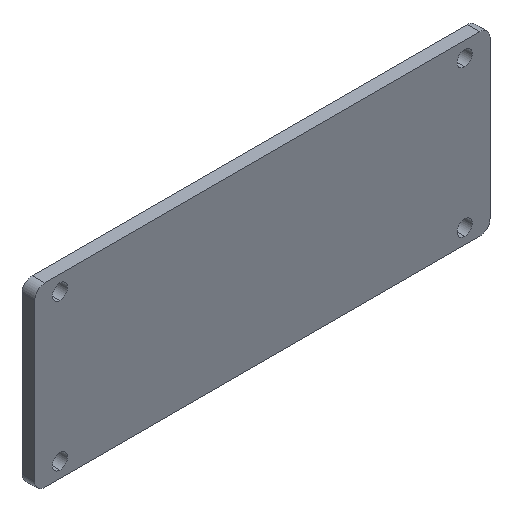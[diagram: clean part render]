
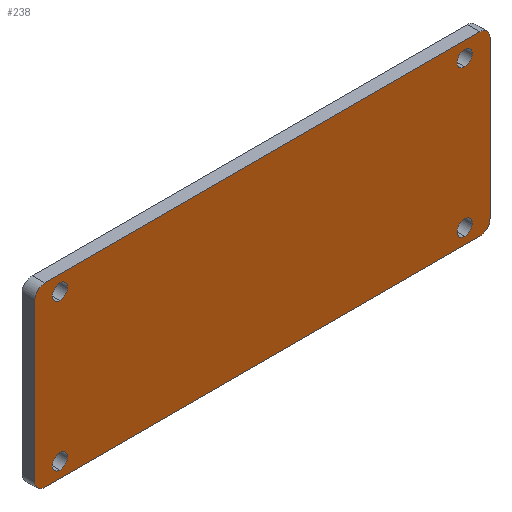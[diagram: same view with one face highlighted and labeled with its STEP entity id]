
A CAD part, isometric view. The second image highlights one B-rep face of the part: STEP entity #238.
In plain terms, the highlighted planar face has unit normal (0, -1, 0).
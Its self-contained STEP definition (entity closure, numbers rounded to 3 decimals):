
#3 = ORIENTED_EDGE ( 'NONE', *, *, #546, .T. ) ;
#4 = CIRCLE ( 'NONE', #384, 1.5 ) ;
#6 = CARTESIAN_POINT ( 'NONE',  ( 40., 0., -14.51 ) ) ;
#7 = VERTEX_POINT ( 'NONE', #138 ) ;
#8 = AXIS2_PLACEMENT_3D ( 'NONE', #424, #320, #382 ) ;
#13 = DIRECTION ( 'NONE',  ( 0., -1., 0. ) ) ;
#24 = FACE_BOUND ( 'NONE', #106, .T. ) ;
#25 = VERTEX_POINT ( 'NONE', #192 ) ;
#29 = CIRCLE ( 'NONE', #287, 1.5 ) ;
#45 = DIRECTION ( 'NONE',  ( 0., -1., 0. ) ) ;
#47 = ORIENTED_EDGE ( 'NONE', *, *, #67, .T. ) ;
#50 = DIRECTION ( 'NONE',  ( 0., 1., 0. ) ) ;
#51 = DIRECTION ( 'NONE',  ( 0., 0., 1. ) ) ;
#53 = DIRECTION ( 'NONE',  ( 0., 1., 0. ) ) ;
#58 = AXIS2_PLACEMENT_3D ( 'NONE', #464, #207, #163 ) ;
#59 = LINE ( 'NONE', #620, #402 ) ;
#60 = CIRCLE ( 'NONE', #403, 2. ) ;
#66 = ORIENTED_EDGE ( 'NONE', *, *, #549, .T. ) ;
#67 = EDGE_CURVE ( 'NONE', #7, #360, #603, .T. ) ;
#69 = DIRECTION ( 'NONE',  ( 0., 0., 1. ) ) ;
#70 = VERTEX_POINT ( 'NONE', #401 ) ;
#77 = CARTESIAN_POINT ( 'NONE',  ( 40., 0., -13.01 ) ) ;
#82 = CARTESIAN_POINT ( 'NONE',  ( 43., 0., -17.5 ) ) ;
#83 = EDGE_CURVE ( 'NONE', #404, #314, #492, .T. ) ;
#85 = EDGE_LOOP ( 'NONE', ( #505, #3 ) ) ;
#93 = DIRECTION ( 'NONE',  ( 0., -1., 0. ) ) ;
#94 = VECTOR ( 'NONE', #460, 1000. ) ;
#96 = AXIS2_PLACEMENT_3D ( 'NONE', #536, #369, #272 ) ;
#98 = CARTESIAN_POINT ( 'NONE',  ( 40., 0., 14.51 ) ) ;
#106 = EDGE_LOOP ( 'NONE', ( #127, #398 ) ) ;
#112 = EDGE_CURVE ( 'NONE', #501, #537, #59, .T. ) ;
#116 = EDGE_CURVE ( 'NONE', #596, #257, #610, .T. ) ;
#127 = ORIENTED_EDGE ( 'NONE', *, *, #116, .T. ) ;
#131 = AXIS2_PLACEMENT_3D ( 'NONE', #482, #645, #69 ) ;
#137 = LINE ( 'NONE', #493, #199 ) ;
#138 = CARTESIAN_POINT ( 'NONE',  ( -40., 0., 16.01 ) ) ;
#144 = CIRCLE ( 'NONE', #400, 1.5 ) ;
#146 = CARTESIAN_POINT ( 'NONE',  ( 43., 0., 15.5 ) ) ;
#147 = DIRECTION ( 'NONE',  ( 1., 0., 0. ) ) ;
#149 = CARTESIAN_POINT ( 'NONE',  ( 40., 0., 14.51 ) ) ;
#151 = ORIENTED_EDGE ( 'NONE', *, *, #597, .T. ) ;
#152 = CARTESIAN_POINT ( 'NONE',  ( -40., 0., 14.51 ) ) ;
#153 = DIRECTION ( 'NONE',  ( 0., 1., 0. ) ) ;
#157 = DIRECTION ( 'NONE',  ( 0., 0., 1. ) ) ;
#159 = CIRCLE ( 'NONE', #504, 2. ) ;
#163 = DIRECTION ( 'NONE',  ( 0., 0., 1. ) ) ;
#171 = ORIENTED_EDGE ( 'NONE', *, *, #302, .T. ) ;
#179 = ORIENTED_EDGE ( 'NONE', *, *, #252, .T. ) ;
#181 = CIRCLE ( 'NONE', #131, 1.5 ) ;
#184 = EDGE_CURVE ( 'NONE', #390, #298, #316, .T. ) ;
#191 = CARTESIAN_POINT ( 'NONE',  ( -45., 0., -15.5 ) ) ;
#192 = CARTESIAN_POINT ( 'NONE',  ( -40., 0., -16.01 ) ) ;
#198 = CARTESIAN_POINT ( 'NONE',  ( 0., 0., 17.5 ) ) ;
#199 = VECTOR ( 'NONE', #447, 1000. ) ;
#204 = DIRECTION ( 'NONE',  ( 0., -1., 0. ) ) ;
#207 = DIRECTION ( 'NONE',  ( 0., 1., 0. ) ) ;
#210 = DIRECTION ( 'NONE',  ( 0., 0., 1. ) ) ;
#217 = ORIENTED_EDGE ( 'NONE', *, *, #184, .F. ) ;
#220 = EDGE_LOOP ( 'NONE', ( #66, #47 ) ) ;
#226 = PLANE ( 'NONE',  #96 ) ;
#228 = FACE_BOUND ( 'NONE', #85, .T. ) ;
#238 = ADVANCED_FACE ( 'NONE', ( #386, #277, #228, #24, #598 ), #226, .F. ) ;
#240 = CARTESIAN_POINT ( 'NONE',  ( 40., 0., 13.01 ) ) ;
#247 = CARTESIAN_POINT ( 'NONE',  ( -45., 0., 15.5 ) ) ;
#252 = EDGE_CURVE ( 'NONE', #501, #364, #159, .T. ) ;
#257 = VERTEX_POINT ( 'NONE', #77 ) ;
#268 = CIRCLE ( 'NONE', #588, 1.5 ) ;
#272 = DIRECTION ( 'NONE',  ( 0., 0., 1. ) ) ;
#273 = ORIENTED_EDGE ( 'NONE', *, *, #571, .T. ) ;
#277 = FACE_BOUND ( 'NONE', #587, .T. ) ;
#287 = AXIS2_PLACEMENT_3D ( 'NONE', #149, #506, #210 ) ;
#297 = EDGE_CURVE ( 'NONE', #25, #70, #563, .T. ) ;
#298 = VERTEX_POINT ( 'NONE', #379 ) ;
#302 = EDGE_CURVE ( 'NONE', #70, #25, #181, .T. ) ;
#303 = ORIENTED_EDGE ( 'NONE', *, *, #112, .F. ) ;
#305 = CARTESIAN_POINT ( 'NONE',  ( 0., 0., -17.5 ) ) ;
#306 = CARTESIAN_POINT ( 'NONE',  ( 43., 0., -15.5 ) ) ;
#314 = VERTEX_POINT ( 'NONE', #636 ) ;
#316 = LINE ( 'NONE', #198, #348 ) ;
#320 = DIRECTION ( 'NONE',  ( 0., 1., 0. ) ) ;
#339 = CARTESIAN_POINT ( 'NONE',  ( -43., 0., 17.5 ) ) ;
#342 = VERTEX_POINT ( 'NONE', #545 ) ;
#348 = VECTOR ( 'NONE', #147, 1000. ) ;
#355 = CARTESIAN_POINT ( 'NONE',  ( 40., 0., -16.01 ) ) ;
#358 = DIRECTION ( 'NONE',  ( 0., 0., 1. ) ) ;
#360 = VERTEX_POINT ( 'NONE', #419 ) ;
#364 = VERTEX_POINT ( 'NONE', #631 ) ;
#365 = DIRECTION ( 'NONE',  ( 0., 0., 1. ) ) ;
#369 = DIRECTION ( 'NONE',  ( 0., 1., 0. ) ) ;
#371 = ORIENTED_EDGE ( 'NONE', *, *, #476, .T. ) ;
#379 = CARTESIAN_POINT ( 'NONE',  ( 43., 0., 17.5 ) ) ;
#382 = DIRECTION ( 'NONE',  ( 0., 0., 1. ) ) ;
#384 = AXIS2_PLACEMENT_3D ( 'NONE', #152, #50, #627 ) ;
#386 = FACE_BOUND ( 'NONE', #220, .T. ) ;
#390 = VERTEX_POINT ( 'NONE', #339 ) ;
#398 = ORIENTED_EDGE ( 'NONE', *, *, #637, .T. ) ;
#400 = AXIS2_PLACEMENT_3D ( 'NONE', #98, #509, #365 ) ;
#401 = CARTESIAN_POINT ( 'NONE',  ( -40., 0., -13.01 ) ) ;
#402 = VECTOR ( 'NONE', #51, 1000. ) ;
#403 = AXIS2_PLACEMENT_3D ( 'NONE', #410, #45, #407 ) ;
#404 = VERTEX_POINT ( 'NONE', #82 ) ;
#406 = DIRECTION ( 'NONE',  ( 0., 0., 1. ) ) ;
#407 = DIRECTION ( 'NONE',  ( 0., 0., 1. ) ) ;
#410 = CARTESIAN_POINT ( 'NONE',  ( -43., 0., 15.5 ) ) ;
#419 = CARTESIAN_POINT ( 'NONE',  ( -40., 0., 13.01 ) ) ;
#424 = CARTESIAN_POINT ( 'NONE',  ( -40., 0., -14.51 ) ) ;
#429 = VERTEX_POINT ( 'NONE', #240 ) ;
#431 = DIRECTION ( 'NONE',  ( 0., 0., 1. ) ) ;
#447 = DIRECTION ( 'NONE',  ( 0., 0., 1. ) ) ;
#458 = AXIS2_PLACEMENT_3D ( 'NONE', #6, #153, #468 ) ;
#460 = DIRECTION ( 'NONE',  ( 1., 0., 0. ) ) ;
#464 = CARTESIAN_POINT ( 'NONE',  ( -40., 0., 14.51 ) ) ;
#468 = DIRECTION ( 'NONE',  ( 0., 0., 1. ) ) ;
#476 = EDGE_CURVE ( 'NONE', #314, #342, #137, .T. ) ;
#482 = CARTESIAN_POINT ( 'NONE',  ( -40., 0., -14.51 ) ) ;
#492 = CIRCLE ( 'NONE', #556, 2. ) ;
#493 = CARTESIAN_POINT ( 'NONE',  ( 45., 0., 0. ) ) ;
#501 = VERTEX_POINT ( 'NONE', #191 ) ;
#504 = AXIS2_PLACEMENT_3D ( 'NONE', #595, #13, #431 ) ;
#505 = ORIENTED_EDGE ( 'NONE', *, *, #594, .T. ) ;
#506 = DIRECTION ( 'NONE',  ( 0., 1., 0. ) ) ;
#509 = DIRECTION ( 'NONE',  ( 0., 1., 0. ) ) ;
#512 = CARTESIAN_POINT ( 'NONE',  ( 40., 0., 16.01 ) ) ;
#536 = CARTESIAN_POINT ( 'NONE',  ( 0., 0., 0. ) ) ;
#537 = VERTEX_POINT ( 'NONE', #247 ) ;
#545 = CARTESIAN_POINT ( 'NONE',  ( 45., 0., 15.5 ) ) ;
#546 = EDGE_CURVE ( 'NONE', #669, #429, #144, .T. ) ;
#549 = EDGE_CURVE ( 'NONE', #360, #7, #4, .T. ) ;
#553 = ORIENTED_EDGE ( 'NONE', *, *, #297, .T. ) ;
#556 = AXIS2_PLACEMENT_3D ( 'NONE', #306, #204, #406 ) ;
#563 = CIRCLE ( 'NONE', #8, 1.5 ) ;
#571 = EDGE_CURVE ( 'NONE', #342, #298, #648, .T. ) ;
#587 = EDGE_LOOP ( 'NONE', ( #553, #171 ) ) ;
#588 = AXIS2_PLACEMENT_3D ( 'NONE', #666, #53, #157 ) ;
#594 = EDGE_CURVE ( 'NONE', #429, #669, #29, .T. ) ;
#595 = CARTESIAN_POINT ( 'NONE',  ( -43., 0., -15.5 ) ) ;
#596 = VERTEX_POINT ( 'NONE', #355 ) ;
#597 = EDGE_CURVE ( 'NONE', #390, #537, #60, .T. ) ;
#598 = FACE_OUTER_BOUND ( 'NONE', #657, .T. ) ;
#603 = CIRCLE ( 'NONE', #58, 1.5 ) ;
#610 = CIRCLE ( 'NONE', #458, 1.5 ) ;
#615 = LINE ( 'NONE', #305, #94 ) ;
#620 = CARTESIAN_POINT ( 'NONE',  ( -45., 0., 0. ) ) ;
#627 = DIRECTION ( 'NONE',  ( 0., 0., 1. ) ) ;
#629 = ORIENTED_EDGE ( 'NONE', *, *, #664, .T. ) ;
#631 = CARTESIAN_POINT ( 'NONE',  ( -43., 0., -17.5 ) ) ;
#632 = ORIENTED_EDGE ( 'NONE', *, *, #83, .T. ) ;
#636 = CARTESIAN_POINT ( 'NONE',  ( 45., 0., -15.5 ) ) ;
#637 = EDGE_CURVE ( 'NONE', #257, #596, #268, .T. ) ;
#645 = DIRECTION ( 'NONE',  ( 0., 1., 0. ) ) ;
#648 = CIRCLE ( 'NONE', #668, 2. ) ;
#657 = EDGE_LOOP ( 'NONE', ( #303, #179, #629, #632, #371, #273, #217, #151 ) ) ;
#664 = EDGE_CURVE ( 'NONE', #364, #404, #615, .T. ) ;
#666 = CARTESIAN_POINT ( 'NONE',  ( 40., 0., -14.51 ) ) ;
#668 = AXIS2_PLACEMENT_3D ( 'NONE', #146, #93, #358 ) ;
#669 = VERTEX_POINT ( 'NONE', #512 ) ;
